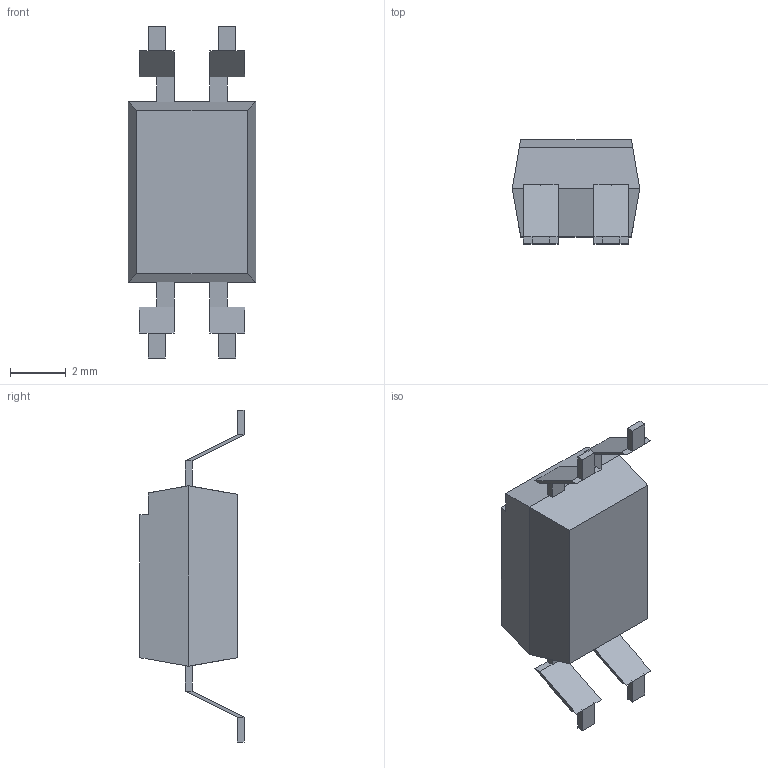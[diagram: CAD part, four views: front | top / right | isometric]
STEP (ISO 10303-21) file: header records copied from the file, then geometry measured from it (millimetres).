
FILE_DESCRIPTION (( 'STEP AP214' ), '1' );
FILE_NAME ('PS2561L2-1-V-A.STEP', '2022-12-21T15:40:40', ( '' ), ( '' ), 'SwSTEP 2.0', 'SolidWorks 2019', '' );
FILE_SCHEMA (( 'AUTOMOTIVE_DESIGN' ));
Length unit declared in the file: millimetre
Products named in the file (1): PS2561L2-1-V-A
Bounding box: 4.6 x 3.75 x 11.96 mm (x, y, z)
Volume: 94.5 mm3; surface area: 158 mm2
Topology: 1 solids, 1 shells, 72 faces, 182 edges, 112 vertices
Faces by surface type: plane 72
Entity records: 2798 total; most frequent: CARTESIAN_POINT 367, ORIENTED_EDGE 364, DIRECTION 328, EDGE_CURVE 182, LINE 182, VECTOR 182, VERTEX_POINT 112, AXIS2_PLACEMENT_3D 73
